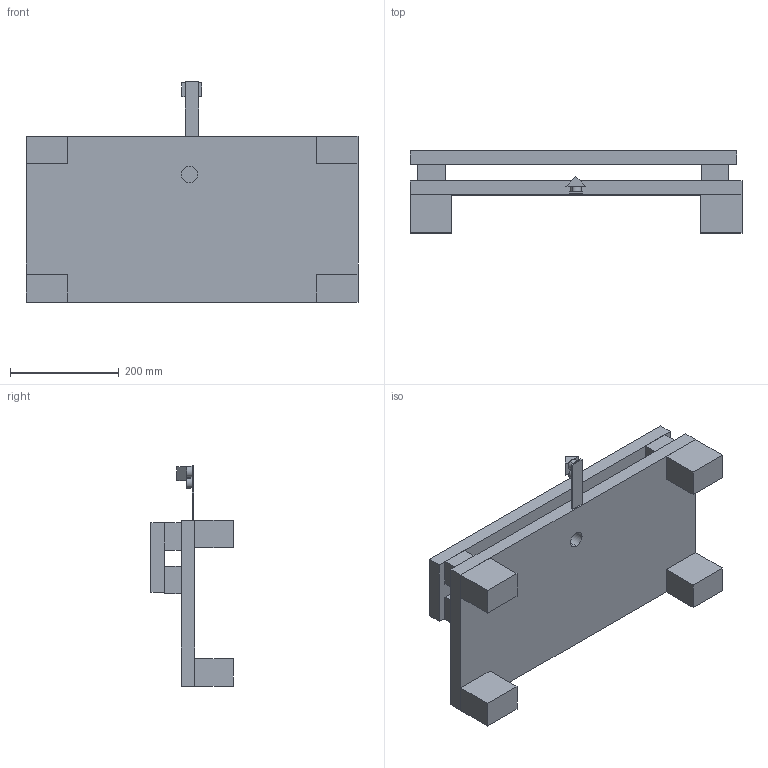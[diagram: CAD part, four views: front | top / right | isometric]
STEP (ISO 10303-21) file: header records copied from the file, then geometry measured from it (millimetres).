
FILE_DESCRIPTION (( 'STEP AP203' ), '1' );
FILE_NAME ('BaseAssembly.STEP', '2012-07-03T05:38:05', ( '' ), ( '' ), 'SwSTEP 2.0', 'SolidWorks 2010', '' );
FILE_SCHEMA (( 'CONFIG_CONTROL_DESIGN' ));
Length unit declared in the file: millimetre
Products named in the file (9): BaseAssembly; Baseplate; BaseFlat; ShortSpacer; LongSpacer; LongScrew; IndicatorFlat; Magnet; AngleIndicator
Assembly tree (18 placements, depth 2):
  BaseAssembly
    LongScrew  x4
    BaseFlat
    Baseplate
    IndicatorFlat
    ShortSpacer  x4
    Magnet  x2
    LongSpacer  x4
    AngleIndicator
Bounding box: 609.6 x 150.8 x 404.8 mm (x, y, z)
Volume: 8044524.8 mm3; surface area: 788422.4 mm2
Topology: 18 solids, 18 shells, 145 faces, 303 edges, 202 vertices
Faces by surface type: plane 91, cylinder 54
Entity records: 3482 total; most frequent: DIRECTION 437, CARTESIAN_POINT 384, ORIENTED_EDGE 342, EDGE_CURVE 171, AXIS2_PLACEMENT_3D 167, VERTEX_POINT 114, EDGE_LOOP 103, LINE 103
